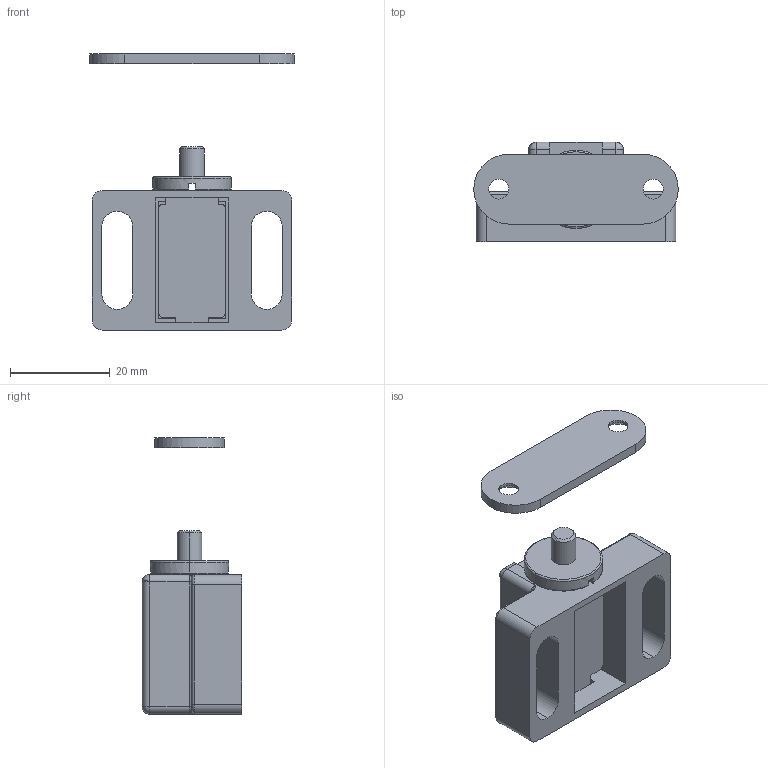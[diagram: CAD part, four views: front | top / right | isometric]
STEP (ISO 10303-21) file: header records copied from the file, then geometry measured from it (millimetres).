
FILE_DESCRIPTION (( 'STEP AP203' ), '1' );
FILE_NAME ('162963.step', '2023-01-11T15:14:58', ( '' ), ( '' ), 'SwSTEP 2.0', 'SolidWorks 2021', '' );
FILE_SCHEMA (( 'CONFIG_CONTROL_DESIGN' ));
Length unit declared in the file: inch
Products named in the file (4): 162963; 162963_2; 162963_3; 162963_1
Assembly tree (3 placements, depth 2):
  162963
    162963_1
    162963_2
    162963_3
Bounding box: 41 x 20 x 55.4 mm (x, y, z)
Volume: 12790.7 mm3; surface area: 10615.4 mm2
Topology: 6 solids, 6 shells, 148 faces, 384 edges, 240 vertices
Faces by surface type: plane 72, cylinder 47, torus 13, sphere 6, cone 6, bspline 4
Entity records: 5296 total; most frequent: CARTESIAN_POINT 1247, DIRECTION 781, ORIENTED_EDGE 748, EDGE_CURVE 374, AXIS2_PLACEMENT_3D 273, VERTEX_POINT 236, LINE 235, VECTOR 235
